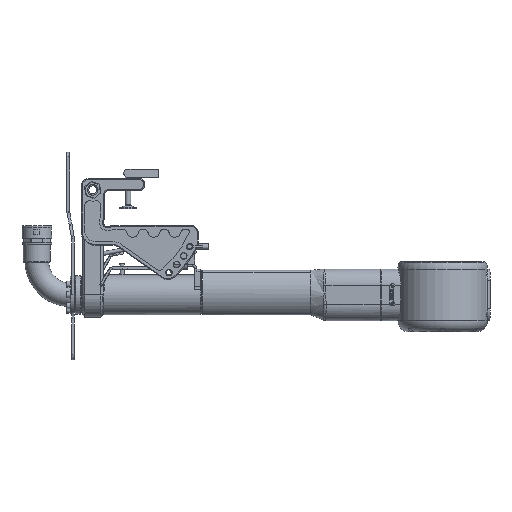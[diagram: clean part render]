
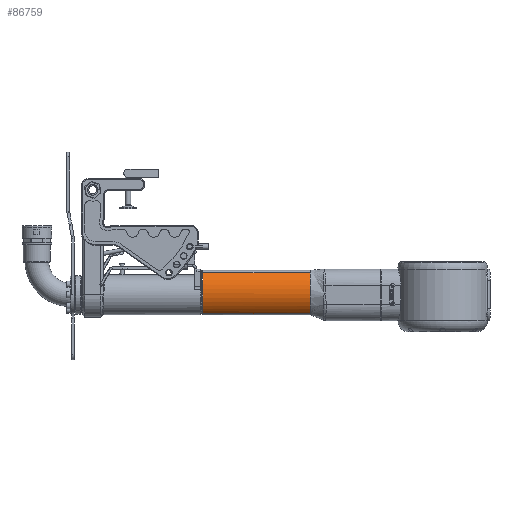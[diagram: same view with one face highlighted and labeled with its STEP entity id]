
A CAD part, left-side view. The second image highlights one B-rep face of the part: STEP entity #86759.
In plain terms, the highlighted cylindrical face has radius 58.992 mm (diameter 117.983 mm), a partial arc.
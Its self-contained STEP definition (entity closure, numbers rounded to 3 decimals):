
#2743 = CARTESIAN_POINT ( 'NONE',  ( -185.277, -255.732, 44.484 ) ) ;
#3194 = CARTESIAN_POINT ( 'NONE',  ( -200.813, -255.732, 13.033 ) ) ;
#3722 = VERTEX_POINT ( 'NONE', #87567 ) ;
#3853 = VERTEX_POINT ( 'NONE', #52710 ) ;
#11297 = EDGE_CURVE ( 'NONE', #95718, #51931, #28444, .T. ) ;
#13249 = DIRECTION ( 'NONE',  ( 0., -1., 0. ) ) ;
#13886 = CARTESIAN_POINT ( 'NONE',  ( -178.27, -25.732, -42.801 ) ) ;
#13941 = ORIENTED_EDGE ( 'NONE', *, *, #78913, .F. ) ;
#15729 = AXIS2_PLACEMENT_3D ( 'NONE', #89265, #23535, #22596 ) ;
#17424 = AXIS2_PLACEMENT_3D ( 'NONE', #20981, #66088, #22448 ) ;
#19990 = ORIENTED_EDGE ( 'NONE', *, *, #88394, .F. ) ;
#20408 = CIRCLE ( 'NONE', #15729, 58.992 ) ;
#20581 = CARTESIAN_POINT ( 'NONE',  ( -193.317, -25.732, -25.725 ) ) ;
#20981 = CARTESIAN_POINT ( 'NONE',  ( -142.365, -25.732, 4.005 ) ) ;
#21415 = ORIENTED_EDGE ( 'NONE', *, *, #46890, .F. ) ;
#22204 = CARTESIAN_POINT ( 'NONE',  ( -179.312, -255.732, -42.002 ) ) ;
#22448 = DIRECTION ( 'NONE',  ( 0., 0., 1. ) ) ;
#22596 = DIRECTION ( 'NONE',  ( 0., 0., 1. ) ) ;
#23074 = ORIENTED_EDGE ( 'NONE', *, *, #27489, .F. ) ;
#23535 = DIRECTION ( 'NONE',  ( 0., 1., 0. ) ) ;
#25060 = LINE ( 'NONE', #55966, #74159 ) ;
#25215 = CARTESIAN_POINT ( 'NONE',  ( -191.197, -255.732, 37.244 ) ) ;
#26963 = VERTEX_POINT ( 'NONE', #62699 ) ;
#27489 = EDGE_CURVE ( 'NONE', #3853, #26963, #25060, .T. ) ;
#27611 = CARTESIAN_POINT ( 'NONE',  ( -178.27, -255.732, -42.801 ) ) ;
#28444 = LINE ( 'NONE', #94110, #80826 ) ;
#28580 = CARTESIAN_POINT ( 'NONE',  ( -198.207, -255.732, -15.473 ) ) ;
#29061 = CARTESIAN_POINT ( 'NONE',  ( -191.992, -255.732, -28.107 ) ) ;
#29268 = ORIENTED_EDGE ( 'NONE', *, *, #11297, .T. ) ;
#34943 = CARTESIAN_POINT ( 'NONE',  ( -188.405, -255.732, -33.023 ) ) ;
#36088 = DIRECTION ( 'NONE',  ( 0., 0., 1. ) ) ;
#38527 = VERTEX_POINT ( 'NONE', #20581 ) ;
#40763 = DIRECTION ( 'NONE',  ( 0., -1., 0. ) ) ;
#43738 = CARTESIAN_POINT ( 'NONE',  ( -195.394, -255.732, -22.166 ) ) ;
#43935 = CIRCLE ( 'NONE', #17424, 58.992 ) ;
#45322 = FACE_OUTER_BOUND ( 'NONE', #52509, .T. ) ;
#46407 = AXIS2_PLACEMENT_3D ( 'NONE', #96805, #96301, #73397 ) ;
#46890 = EDGE_CURVE ( 'NONE', #26963, #51931, #79244, .T. ) ;
#51931 = VERTEX_POINT ( 'NONE', #90077 ) ;
#52509 = EDGE_LOOP ( 'NONE', ( #21415, #23074, #19990, #61120, #13941, #29268 ) ) ;
#52710 = CARTESIAN_POINT ( 'NONE',  ( -185.277, -25.732, 44.484 ) ) ;
#52756 = AXIS2_PLACEMENT_3D ( 'NONE', #81228, #66002, #36088 ) ;
#55162 = CARTESIAN_POINT ( 'NONE',  ( -196.94, -255.732, 26.734 ) ) ;
#55966 = CARTESIAN_POINT ( 'NONE',  ( -185.277, -33.732, 44.484 ) ) ;
#59003 = CARTESIAN_POINT ( 'NONE',  ( -201.473, -255.732, 5.848 ) ) ;
#61120 = ORIENTED_EDGE ( 'NONE', *, *, #86749, .F. ) ;
#62488 = CARTESIAN_POINT ( 'NONE',  ( -186.242, -255.732, 43.462 ) ) ;
#62699 = CARTESIAN_POINT ( 'NONE',  ( -185.277, -255.732, 44.484 ) ) ;
#66002 = DIRECTION ( 'NONE',  ( 0., 1., 0. ) ) ;
#66088 = DIRECTION ( 'NONE',  ( 0., 1., 0. ) ) ;
#66323 = CARTESIAN_POINT ( 'NONE',  ( -184.856, -255.732, -37.017 ) ) ;
#66476 = CYLINDRICAL_SURFACE ( 'NONE', #46407, 58.992 ) ;
#70338 = CARTESIAN_POINT ( 'NONE',  ( -188.202, -255.732, 41.238 ) ) ;
#73244 = CARTESIAN_POINT ( 'NONE',  ( -200.159, -255.732, -8.525 ) ) ;
#73397 = DIRECTION ( 'NONE',  ( 0., 0., -1. ) ) ;
#74159 = VECTOR ( 'NONE', #40763, 1000. ) ;
#78913 = EDGE_CURVE ( 'NONE', #95718, #38527, #43935, .T. ) ;
#79244 = B_SPLINE_CURVE_WITH_KNOTS ( 'NONE', 3,
 ( #2743, #62488, #70338, #25215, #92327, #55162, #85044, #3194, #59003, #87926, #73244, #28580, #43738, #29061, #34943, #66323, #88390, #22204, #27611 ),
 .UNSPECIFIED., .F., .F.,
 ( 4, 1, 1, 1, 1, 1, 1, 1, 1, 1, 1, 1, 1, 1, 1, 1, 4 ),
 ( 0., 0.063, 0.125, 0.187, 0.25, 0.312, 0.375, 0.437, 0.5, 0.563, 0.625, 0.688, 0.75, 0.813, 0.875, 0.938, 1. ),
 .UNSPECIFIED. ) ;
#80826 = VECTOR ( 'NONE', #13249, 1000. ) ;
#80921 = CIRCLE ( 'NONE', #52756, 58.992 ) ;
#81228 = CARTESIAN_POINT ( 'NONE',  ( -142.365, -25.732, 4.005 ) ) ;
#85044 = CARTESIAN_POINT ( 'NONE',  ( -199.263, -255.732, 20.127 ) ) ;
#86749 = EDGE_CURVE ( 'NONE', #38527, #3722, #80921, .T. ) ;
#86759 = ADVANCED_FACE ( 'NONE', ( #45322 ), #66476, .T. ) ;
#87567 = CARTESIAN_POINT ( 'NONE',  ( -201.018, -25.732, 10.314 ) ) ;
#87926 = CARTESIAN_POINT ( 'NONE',  ( -201.26, -255.732, -1.38 ) ) ;
#88390 = CARTESIAN_POINT ( 'NONE',  ( -181.458, -255.732, -40.246 ) ) ;
#88394 = EDGE_CURVE ( 'NONE', #3722, #3853, #20408, .T. ) ;
#89265 = CARTESIAN_POINT ( 'NONE',  ( -142.365, -25.732, 4.005 ) ) ;
#90077 = CARTESIAN_POINT ( 'NONE',  ( -178.27, -255.732, -42.801 ) ) ;
#92327 = CARTESIAN_POINT ( 'NONE',  ( -194.165, -255.732, 32.441 ) ) ;
#94110 = CARTESIAN_POINT ( 'NONE',  ( -178.27, -33.732, -42.801 ) ) ;
#95718 = VERTEX_POINT ( 'NONE', #13886 ) ;
#96301 = DIRECTION ( 'NONE',  ( 0., -1., 0. ) ) ;
#96805 = CARTESIAN_POINT ( 'NONE',  ( -142.365, -33.732, 4.005 ) ) ;
